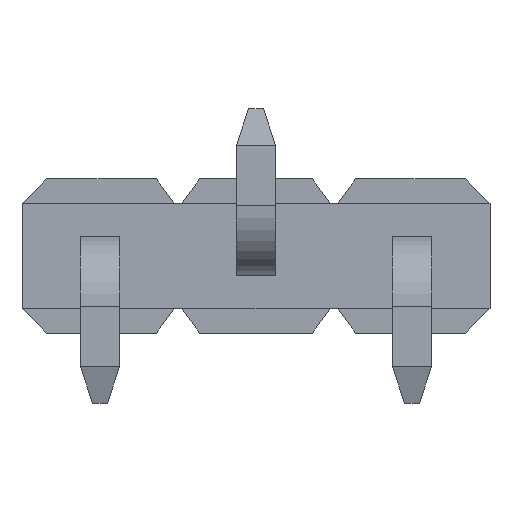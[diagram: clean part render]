
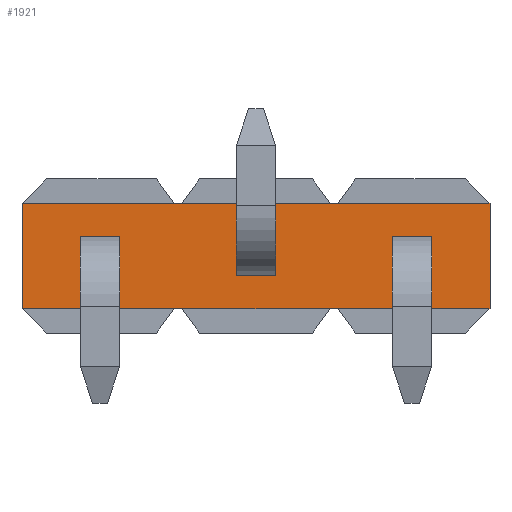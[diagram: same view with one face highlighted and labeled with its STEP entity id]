
A CAD part, front view. The second image highlights one B-rep face of the part: STEP entity #1921.
In plain terms, the highlighted planar face has unit normal (0, -1, 0).
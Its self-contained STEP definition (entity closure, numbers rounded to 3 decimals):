
#13=DIRECTION('',(0.,0.,-1.));
#14=VECTOR('',#13,1.71);
#15=CARTESIAN_POINT('',(-3.81,-0.745,0.855));
#16=LINE('',#15,#14);
#291=DIRECTION('',(0.,0.,-1.));
#292=VECTOR('',#291,0.64);
#293=CARTESIAN_POINT('',(-2.86,-0.745,0.32));
#294=LINE('',#293,#292);
#295=DIRECTION('',(1.,0.,0.));
#296=VECTOR('',#295,0.64);
#297=CARTESIAN_POINT('',(-2.86,-0.745,-0.32));
#298=LINE('',#297,#296);
#299=DIRECTION('',(0.,0.,-1.));
#300=VECTOR('',#299,0.64);
#301=CARTESIAN_POINT('',(-2.22,-0.745,0.32));
#302=LINE('',#301,#300);
#303=DIRECTION('',(1.,0.,0.));
#304=VECTOR('',#303,0.64);
#305=CARTESIAN_POINT('',(-2.86,-0.745,0.32));
#306=LINE('',#305,#304);
#307=DIRECTION('',(0.,0.,1.));
#308=VECTOR('',#307,0.64);
#309=CARTESIAN_POINT('',(2.22,-0.745,-0.32));
#310=LINE('',#309,#308);
#311=DIRECTION('',(1.,0.,0.));
#312=VECTOR('',#311,0.64);
#313=CARTESIAN_POINT('',(2.22,-0.745,-0.32));
#314=LINE('',#313,#312);
#315=DIRECTION('',(0.,0.,1.));
#316=VECTOR('',#315,0.64);
#317=CARTESIAN_POINT('',(2.86,-0.745,-0.32));
#318=LINE('',#317,#316);
#319=DIRECTION('',(1.,0.,0.));
#320=VECTOR('',#319,0.64);
#321=CARTESIAN_POINT('',(2.22,-0.745,0.32));
#322=LINE('',#321,#320);
#323=DIRECTION('',(0.,0.,1.));
#324=VECTOR('',#323,0.64);
#325=CARTESIAN_POINT('',(-0.32,-0.745,-0.32));
#326=LINE('',#325,#324);
#327=DIRECTION('',(1.,0.,0.));
#328=VECTOR('',#327,0.64);
#329=CARTESIAN_POINT('',(-0.32,-0.745,-0.32));
#330=LINE('',#329,#328);
#331=DIRECTION('',(0.,0.,1.));
#332=VECTOR('',#331,0.64);
#333=CARTESIAN_POINT('',(0.32,-0.745,-0.32));
#334=LINE('',#333,#332);
#335=DIRECTION('',(1.,0.,0.));
#336=VECTOR('',#335,0.64);
#337=CARTESIAN_POINT('',(-0.32,-0.745,0.32));
#338=LINE('',#337,#336);
#339=DIRECTION('',(1.,0.,0.));
#340=VECTOR('',#339,2.48);
#341=CARTESIAN_POINT('',(-3.81,-0.745,0.855));
#342=LINE('',#341,#340);
#343=DIRECTION('',(-1.,0.,0.));
#344=VECTOR('',#343,0.12);
#345=CARTESIAN_POINT('',(-1.21,-0.745,0.855));
#346=LINE('',#345,#344);
#347=DIRECTION('',(1.,0.,0.));
#348=VECTOR('',#347,2.42);
#349=CARTESIAN_POINT('',(-1.21,-0.745,0.855));
#350=LINE('',#349,#348);
#351=DIRECTION('',(-1.,0.,0.));
#352=VECTOR('',#351,0.12);
#353=CARTESIAN_POINT('',(1.33,-0.745,0.855));
#354=LINE('',#353,#352);
#355=DIRECTION('',(1.,0.,0.));
#356=VECTOR('',#355,2.48);
#357=CARTESIAN_POINT('',(1.33,-0.745,0.855));
#358=LINE('',#357,#356);
#359=DIRECTION('',(1.,0.,0.));
#360=VECTOR('',#359,0.12);
#361=CARTESIAN_POINT('',(1.21,-0.745,-0.855));
#362=LINE('',#361,#360);
#363=DIRECTION('',(1.,0.,0.));
#364=VECTOR('',#363,0.12);
#365=CARTESIAN_POINT('',(-1.33,-0.745,-0.855));
#366=LINE('',#365,#364);
#1025=DIRECTION('',(1.,0.,0.));
#1026=VECTOR('',#1025,2.42);
#1027=CARTESIAN_POINT('',(-1.21,-0.745,-0.855));
#1028=LINE('',#1027,#1026);
#1029=DIRECTION('',(1.,0.,0.));
#1030=VECTOR('',#1029,2.48);
#1031=CARTESIAN_POINT('',(-3.81,-0.745,-0.855));
#1032=LINE('',#1031,#1030);
#1045=DIRECTION('',(1.,0.,0.));
#1046=VECTOR('',#1045,2.48);
#1047=CARTESIAN_POINT('',(1.33,-0.745,-0.855));
#1048=LINE('',#1047,#1046);
#1065=DIRECTION('',(0.,0.,-1.));
#1066=VECTOR('',#1065,1.71);
#1067=CARTESIAN_POINT('',(3.81,-0.745,0.855));
#1068=LINE('',#1067,#1066);
#1093=CARTESIAN_POINT('',(-2.86,-0.745,0.32));
#1095=VERTEX_POINT('',#1093);
#1098=CARTESIAN_POINT('',(-2.86,-0.745,-0.32));
#1100=VERTEX_POINT('',#1098);
#1101=CARTESIAN_POINT('',(-2.22,-0.745,0.32));
#1103=VERTEX_POINT('',#1101);
#1106=CARTESIAN_POINT('',(-2.22,-0.745,-0.32));
#1108=VERTEX_POINT('',#1106);
#1117=CARTESIAN_POINT('',(-0.32,-0.745,0.32));
#1119=VERTEX_POINT('',#1117);
#1122=CARTESIAN_POINT('',(-0.32,-0.745,-0.32));
#1124=VERTEX_POINT('',#1122);
#1125=CARTESIAN_POINT('',(0.32,-0.745,0.32));
#1127=VERTEX_POINT('',#1125);
#1130=CARTESIAN_POINT('',(0.32,-0.745,-0.32));
#1132=VERTEX_POINT('',#1130);
#1149=CARTESIAN_POINT('',(-3.81,-0.745,-0.855));
#1151=VERTEX_POINT('',#1149);
#1153=CARTESIAN_POINT('',(3.81,-0.745,0.855));
#1155=VERTEX_POINT('',#1153);
#1283=CARTESIAN_POINT('',(-1.21,-0.745,0.855));
#1284=VERTEX_POINT('',#1283);
#1285=CARTESIAN_POINT('',(-1.33,-0.745,0.855));
#1286=VERTEX_POINT('',#1285);
#1287=CARTESIAN_POINT('',(-1.33,-0.745,-0.855));
#1288=CARTESIAN_POINT('',(-1.21,-0.745,-0.855));
#1289=VERTEX_POINT('',#1287);
#1290=VERTEX_POINT('',#1288);
#1291=CARTESIAN_POINT('',(-3.81,-0.745,0.855));
#1292=VERTEX_POINT('',#1291);
#1293=CARTESIAN_POINT('',(3.81,-0.745,-0.855));
#1294=VERTEX_POINT('',#1293);
#1325=CARTESIAN_POINT('',(2.22,-0.745,-0.32));
#1326=CARTESIAN_POINT('',(2.22,-0.745,0.32));
#1327=VERTEX_POINT('',#1325);
#1328=VERTEX_POINT('',#1326);
#1329=CARTESIAN_POINT('',(2.86,-0.745,-0.32));
#1330=CARTESIAN_POINT('',(2.86,-0.745,0.32));
#1331=VERTEX_POINT('',#1329);
#1332=VERTEX_POINT('',#1330);
#1357=CARTESIAN_POINT('',(1.33,-0.745,0.855));
#1358=VERTEX_POINT('',#1357);
#1359=CARTESIAN_POINT('',(1.21,-0.745,0.855));
#1360=VERTEX_POINT('',#1359);
#1361=CARTESIAN_POINT('',(1.21,-0.745,-0.855));
#1362=CARTESIAN_POINT('',(1.33,-0.745,-0.855));
#1363=VERTEX_POINT('',#1361);
#1364=VERTEX_POINT('',#1362);
#1864=CARTESIAN_POINT('',(-3.81,-0.745,0.855));
#1865=DIRECTION('',(0.,-1.,0.));
#1866=DIRECTION('',(0.,0.,-1.));
#1867=AXIS2_PLACEMENT_3D('',#1864,#1865,#1866);
#1868=PLANE('',#1867);
#1869=ORIENTED_EDGE('',*,*,#1424,.F.);
#1871=ORIENTED_EDGE('',*,*,#1870,.T.);
#1873=ORIENTED_EDGE('',*,*,#1872,.F.);
#1875=ORIENTED_EDGE('',*,*,#1874,.T.);
#1877=ORIENTED_EDGE('',*,*,#1876,.F.);
#1879=ORIENTED_EDGE('',*,*,#1878,.T.);
#1881=ORIENTED_EDGE('',*,*,#1880,.T.);
#1883=ORIENTED_EDGE('',*,*,#1882,.F.);
#1885=ORIENTED_EDGE('',*,*,#1884,.F.);
#1887=ORIENTED_EDGE('',*,*,#1886,.F.);
#1889=ORIENTED_EDGE('',*,*,#1888,.F.);
#1891=ORIENTED_EDGE('',*,*,#1890,.F.);
#1892=EDGE_LOOP('',(#1869,#1871,#1873,#1875,#1877,#1879,#1881,#1883,#1885,#1887,
#1889,#1891));
#1893=FACE_OUTER_BOUND('',#1892,.F.);
#1895=ORIENTED_EDGE('',*,*,#1894,.F.);
#1897=ORIENTED_EDGE('',*,*,#1896,.T.);
#1899=ORIENTED_EDGE('',*,*,#1898,.T.);
#1901=ORIENTED_EDGE('',*,*,#1900,.F.);
#1902=EDGE_LOOP('',(#1895,#1897,#1899,#1901));
#1903=FACE_BOUND('',#1902,.F.);
#1905=ORIENTED_EDGE('',*,*,#1904,.F.);
#1907=ORIENTED_EDGE('',*,*,#1906,.T.);
#1909=ORIENTED_EDGE('',*,*,#1908,.T.);
#1911=ORIENTED_EDGE('',*,*,#1910,.F.);
#1912=EDGE_LOOP('',(#1905,#1907,#1909,#1911));
#1913=FACE_BOUND('',#1912,.F.);
#1914=ORIENTED_EDGE('',*,*,#1653,.T.);
#1915=ORIENTED_EDGE('',*,*,#1718,.T.);
#1917=ORIENTED_EDGE('',*,*,#1916,.F.);
#1918=ORIENTED_EDGE('',*,*,#1842,.F.);
#1919=EDGE_LOOP('',(#1914,#1915,#1917,#1918));
#1920=FACE_BOUND('',#1919,.F.);
#1921=ADVANCED_FACE('',(#1893,#1903,#1913,#1920),#1868,.T.);
#1424=EDGE_CURVE('',#1292,#1151,#16,.T.);
#1653=EDGE_CURVE('',#1095,#1100,#294,.T.);
#1718=EDGE_CURVE('',#1100,#1108,#298,.T.);
#1842=EDGE_CURVE('',#1095,#1103,#306,.T.);
#1870=EDGE_CURVE('',#1292,#1286,#342,.T.);
#1872=EDGE_CURVE('',#1284,#1286,#346,.T.);
#1874=EDGE_CURVE('',#1284,#1360,#350,.T.);
#1876=EDGE_CURVE('',#1358,#1360,#354,.T.);
#1878=EDGE_CURVE('',#1358,#1155,#358,.T.);
#1880=EDGE_CURVE('',#1155,#1294,#1068,.T.);
#1882=EDGE_CURVE('',#1364,#1294,#1048,.T.);
#1884=EDGE_CURVE('',#1363,#1364,#362,.T.);
#1886=EDGE_CURVE('',#1290,#1363,#1028,.T.);
#1888=EDGE_CURVE('',#1289,#1290,#366,.T.);
#1890=EDGE_CURVE('',#1151,#1289,#1032,.T.);
#1894=EDGE_CURVE('',#1327,#1328,#310,.T.);
#1896=EDGE_CURVE('',#1327,#1331,#314,.T.);
#1898=EDGE_CURVE('',#1331,#1332,#318,.T.);
#1900=EDGE_CURVE('',#1328,#1332,#322,.T.);
#1904=EDGE_CURVE('',#1124,#1119,#326,.T.);
#1906=EDGE_CURVE('',#1124,#1132,#330,.T.);
#1908=EDGE_CURVE('',#1132,#1127,#334,.T.);
#1910=EDGE_CURVE('',#1119,#1127,#338,.T.);
#1916=EDGE_CURVE('',#1103,#1108,#302,.T.);
